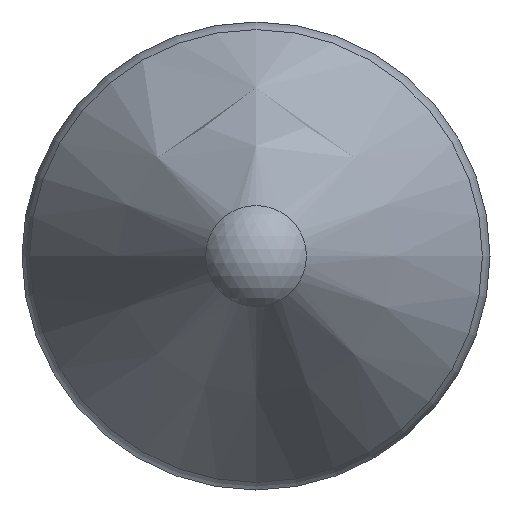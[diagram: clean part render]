
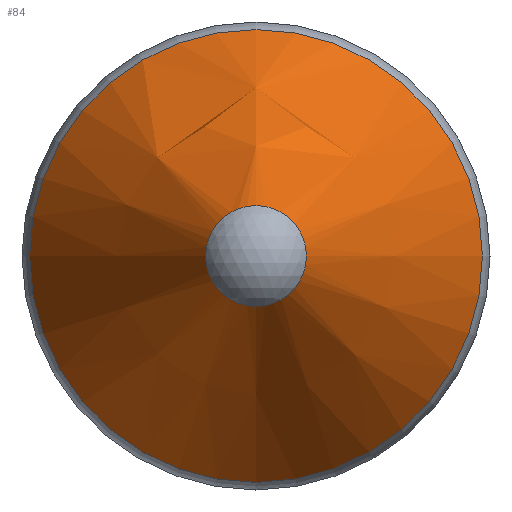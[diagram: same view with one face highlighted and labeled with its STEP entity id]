
A CAD part, front view. The second image highlights one B-rep face of the part: STEP entity #84.
In plain terms, the highlighted free-form (B-spline) face has degree [2, 2] with [3, 9] control points.
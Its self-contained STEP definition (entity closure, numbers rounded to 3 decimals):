
#17=(
BOUNDED_SURFACE()
B_SPLINE_SURFACE(2,2,((#161,#162,#163,#164,#165,#166,#167,#168,#169),(#170,
#171,#172,#173,#174,#175,#176,#177,#178),(#179,#180,#181,#182,#183,#184,
#185,#186,#187)),.UNSPECIFIED.,.F.,.T.,.F.)
B_SPLINE_SURFACE_WITH_KNOTS((3,3),(3,2,2,2,3),(0.515,0.531),
(-3.142,-1.571,0.,1.571,3.142),
 .UNSPECIFIED.)
GEOMETRIC_REPRESENTATION_ITEM()
RATIONAL_B_SPLINE_SURFACE(((1.,0.707,1.,0.707,1.,
0.707,1.,0.707,1.),(1.,0.707,
1.,0.707,1.,0.707,
1.,0.707,1.),(1.,0.707,
1.,0.707,1.,0.707,1.,0.707,1.)))
REPRESENTATION_ITEM('')
SURFACE()
);
#23=FACE_OUTER_BOUND('',#29,.T.);
#29=EDGE_LOOP('',(#74,#75,#76,#77));
#40=CIRCLE('',#108,7.74);
#42=CIRCLE('',#110,1.724);
#43=CIRCLE('',#111,749.998);
#48=VERTEX_POINT('',#158);
#49=VERTEX_POINT('',#188);
#56=EDGE_CURVE('',#48,#48,#40,.T.);
#58=EDGE_CURVE('',#49,#49,#42,.T.);
#59=EDGE_CURVE('',#49,#48,#43,.T.);
#74=ORIENTED_EDGE('',*,*,#58,.F.);
#75=ORIENTED_EDGE('',*,*,#59,.T.);
#76=ORIENTED_EDGE('',*,*,#56,.T.);
#77=ORIENTED_EDGE('',*,*,#59,.F.);
#84=ADVANCED_FACE('',(#23),#17,.F.);
#108=AXIS2_PLACEMENT_3D('',#159,#132,#133);
#110=AXIS2_PLACEMENT_3D('',#189,#136,#137);
#111=AXIS2_PLACEMENT_3D('',#190,#138,#139);
#132=DIRECTION('center_axis',(0.,-1.,0.));
#133=DIRECTION('ref_axis',(1.,0.,0.));
#136=DIRECTION('center_axis',(0.,-1.,0.));
#137=DIRECTION('ref_axis',(1.,0.,0.));
#138=DIRECTION('center_axis',(-1.,0.,0.));
#139=DIRECTION('ref_axis',(0.,0.,1.));
#158=CARTESIAN_POINT('',(0.,11.412,7.74));
#159=CARTESIAN_POINT('Origin',(0.,11.412,0.));
#161=CARTESIAN_POINT('Ctrl Pts',(0.,11.412,
7.74));
#162=CARTESIAN_POINT('Ctrl Pts',(-7.74,11.412,7.74));
#163=CARTESIAN_POINT('Ctrl Pts',(-7.74,11.412,0.));
#164=CARTESIAN_POINT('Ctrl Pts',(-7.74,11.412,-7.74));
#165=CARTESIAN_POINT('Ctrl Pts',(0.,11.412,
-7.74));
#166=CARTESIAN_POINT('Ctrl Pts',(7.74,11.412,-7.74));
#167=CARTESIAN_POINT('Ctrl Pts',(7.74,11.412,0.));
#168=CARTESIAN_POINT('Ctrl Pts',(7.74,11.412,7.74));
#169=CARTESIAN_POINT('Ctrl Pts',(0.,11.412,
7.74));
#170=CARTESIAN_POINT('Ctrl Pts',(0.,6.175,
4.774));
#171=CARTESIAN_POINT('Ctrl Pts',(-4.774,6.175,4.774));
#172=CARTESIAN_POINT('Ctrl Pts',(-4.774,6.175,0.));
#173=CARTESIAN_POINT('Ctrl Pts',(-4.774,6.175,-4.774));
#174=CARTESIAN_POINT('Ctrl Pts',(0.,6.175,
-4.774));
#175=CARTESIAN_POINT('Ctrl Pts',(4.774,6.175,-4.774));
#176=CARTESIAN_POINT('Ctrl Pts',(4.774,6.175,0.));
#177=CARTESIAN_POINT('Ctrl Pts',(4.774,6.175,4.774));
#178=CARTESIAN_POINT('Ctrl Pts',(0.,6.175,
4.774));
#179=CARTESIAN_POINT('Ctrl Pts',(0.,0.987,
1.724));
#180=CARTESIAN_POINT('Ctrl Pts',(-1.724,0.987,1.724));
#181=CARTESIAN_POINT('Ctrl Pts',(-1.724,0.987,0.));
#182=CARTESIAN_POINT('Ctrl Pts',(-1.724,0.987,-1.724));
#183=CARTESIAN_POINT('Ctrl Pts',(0.,0.987,
-1.724));
#184=CARTESIAN_POINT('Ctrl Pts',(1.724,0.987,-1.724));
#185=CARTESIAN_POINT('Ctrl Pts',(1.724,0.987,0.));
#186=CARTESIAN_POINT('Ctrl Pts',(1.724,0.987,1.724));
#187=CARTESIAN_POINT('Ctrl Pts',(0.,0.987,
1.724));
#188=CARTESIAN_POINT('',(0.,0.987,1.724));
#189=CARTESIAN_POINT('Origin',(0.,0.987,
0.));
#190=CARTESIAN_POINT('Origin',(0.,381.046,-644.845));
